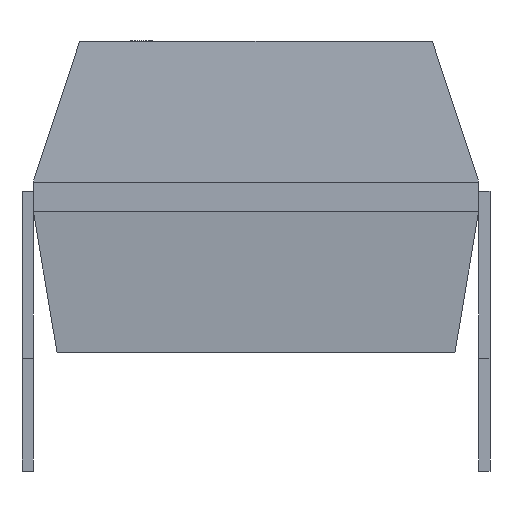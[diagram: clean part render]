
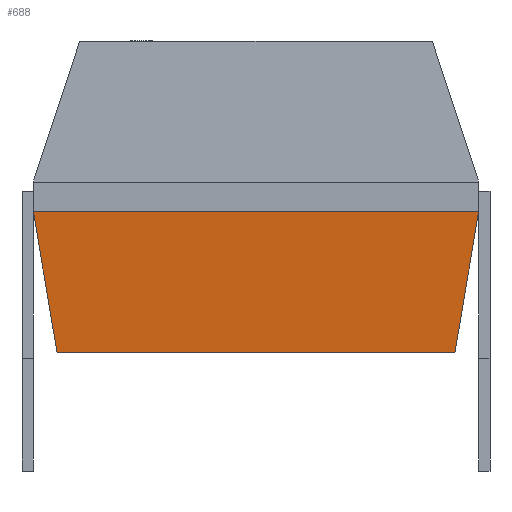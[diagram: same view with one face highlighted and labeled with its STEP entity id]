
A CAD part, front view. The second image highlights one B-rep face of the part: STEP entity #688.
In plain terms, the highlighted planar face has unit normal (0, -0.997, -0.08).
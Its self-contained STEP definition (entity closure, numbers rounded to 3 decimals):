
#503=CARTESIAN_POINT('',(10.149,-28.994,3.299));
#502=VERTEX_POINT('',#503);
#505=CARTESIAN_POINT('',(0.128,-28.994,3.299));
#504=VERTEX_POINT('',#505);
#501=EDGE_CURVE('',#502,#504,#506,.T.);
#506=LINE('',#503,#508);
#508=VECTOR('',#509,10.02);
#509=DIRECTION('',(-1.0,0.0,0.0));
#688=ADVANCED_FACE('',(#694),#689,.T.);
#689=PLANE('',#690);
#690=AXIS2_PLACEMENT_3D('',#691,#692,#693);
#691=CARTESIAN_POINT('',(0.662,-28.74,0.127));
#692=DIRECTION('',(0.0,-0.997,-0.08));
#693=DIRECTION('',(0.,0.,1.));
#694=FACE_OUTER_BOUND('',#695,.T.);
#695=EDGE_LOOP('',(#696,#706,#716,#726));
#699=CARTESIAN_POINT('',(9.615,-28.74,0.127));
#698=VERTEX_POINT('',#699);
#701=CARTESIAN_POINT('',(0.662,-28.74,0.127));
#700=VERTEX_POINT('',#701);
#697=EDGE_CURVE('',#698,#700,#702,.T.);
#702=LINE('',#699,#704);
#704=VECTOR('',#705,8.954);
#705=DIRECTION('',(-1.0,0.0,0.0));
#696=ORIENTED_EDGE('',*,*,#697,.F.);
#707=EDGE_CURVE('',#502,#698,#712,.T.);
#712=LINE('',#503,#714);
#714=VECTOR('',#715,3.227);
#715=DIRECTION('',(-0.165,0.079,-0.983));
#706=ORIENTED_EDGE('',*,*,#707,.F.);
#716=ORIENTED_EDGE('',*,*,#501,.T.);
#727=EDGE_CURVE('',#700,#504,#732,.T.);
#732=LINE('',#701,#734);
#734=VECTOR('',#735,3.227);
#735=DIRECTION('',(-0.165,-0.079,0.983));
#726=ORIENTED_EDGE('',*,*,#727,.F.);
